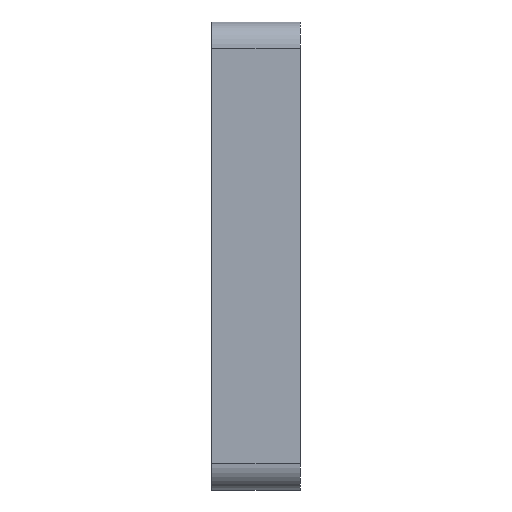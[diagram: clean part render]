
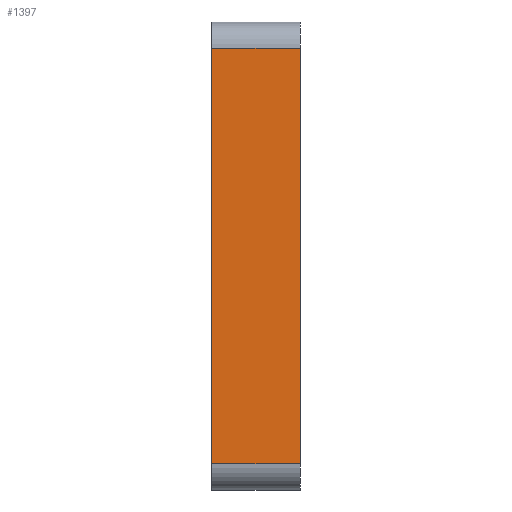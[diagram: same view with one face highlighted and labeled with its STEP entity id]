
A CAD part, front view. The second image highlights one B-rep face of the part: STEP entity #1397.
In plain terms, the highlighted planar face has unit normal (0, -1, 0).
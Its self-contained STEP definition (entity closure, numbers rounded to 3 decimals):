
#34 = FACE_OUTER_BOUND ( 'NONE', #1452, .T. ) ;
#62 = ORIENTED_EDGE ( 'NONE', *, *, #1270, .F. ) ;
#88 = CARTESIAN_POINT ( 'NONE',  ( -10., -45., -23.5 ) ) ;
#97 = CARTESIAN_POINT ( 'NONE',  ( -10., -45., 23.5 ) ) ;
#188 = LINE ( 'NONE', #1108, #382 ) ;
#199 = DIRECTION ( 'NONE',  ( -1., 0., 0. ) ) ;
#317 = EDGE_CURVE ( 'NONE', #1079, #908, #188, .T. ) ;
#333 = CARTESIAN_POINT ( 'NONE',  ( 0., -45., 23.5 ) ) ;
#382 = VECTOR ( 'NONE', #439, 1000. ) ;
#439 = DIRECTION ( 'NONE',  ( 0., 0., -1. ) ) ;
#441 = CARTESIAN_POINT ( 'NONE',  ( -10., -45., -23.5 ) ) ;
#513 = ORIENTED_EDGE ( 'NONE', *, *, #317, .T. ) ;
#517 = LINE ( 'NONE', #623, #599 ) ;
#599 = VECTOR ( 'NONE', #639, 1000. ) ;
#623 = CARTESIAN_POINT ( 'NONE',  ( 0., -45., 23.5 ) ) ;
#639 = DIRECTION ( 'NONE',  ( 0., 0., -1. ) ) ;
#693 = VECTOR ( 'NONE', #199, 1000. ) ;
#730 = PLANE ( 'NONE',  #1151 ) ;
#799 = VERTEX_POINT ( 'NONE', #333 ) ;
#805 = LINE ( 'NONE', #441, #693 ) ;
#865 = CARTESIAN_POINT ( 'NONE',  ( -10., -45., 23.5 ) ) ;
#908 = VERTEX_POINT ( 'NONE', #88 ) ;
#921 = DIRECTION ( 'NONE',  ( 0., -1., 0. ) ) ;
#934 = DIRECTION ( 'NONE',  ( 0., 0., -1. ) ) ;
#1049 = CARTESIAN_POINT ( 'NONE',  ( 0., -45., -23.5 ) ) ;
#1079 = VERTEX_POINT ( 'NONE', #97 ) ;
#1090 = EDGE_CURVE ( 'NONE', #799, #1079, #1619, .T. ) ;
#1108 = CARTESIAN_POINT ( 'NONE',  ( -10., -45., 23.5 ) ) ;
#1151 = AXIS2_PLACEMENT_3D ( 'NONE', #865, #921, #934 ) ;
#1190 = ORIENTED_EDGE ( 'NONE', *, *, #1090, .T. ) ;
#1270 = EDGE_CURVE ( 'NONE', #1307, #908, #805, .T. ) ;
#1307 = VERTEX_POINT ( 'NONE', #1049 ) ;
#1313 = EDGE_CURVE ( 'NONE', #799, #1307, #517, .T. ) ;
#1319 = VECTOR ( 'NONE', #1607, 1000. ) ;
#1397 = ADVANCED_FACE ( 'NONE', ( #34 ), #730, .T. ) ;
#1412 = ORIENTED_EDGE ( 'NONE', *, *, #1313, .F. ) ;
#1452 = EDGE_LOOP ( 'NONE', ( #513, #62, #1412, #1190 ) ) ;
#1607 = DIRECTION ( 'NONE',  ( -1., 0., 0. ) ) ;
#1619 = LINE ( 'NONE', #1734, #1319 ) ;
#1734 = CARTESIAN_POINT ( 'NONE',  ( -10., -45., 23.5 ) ) ;
